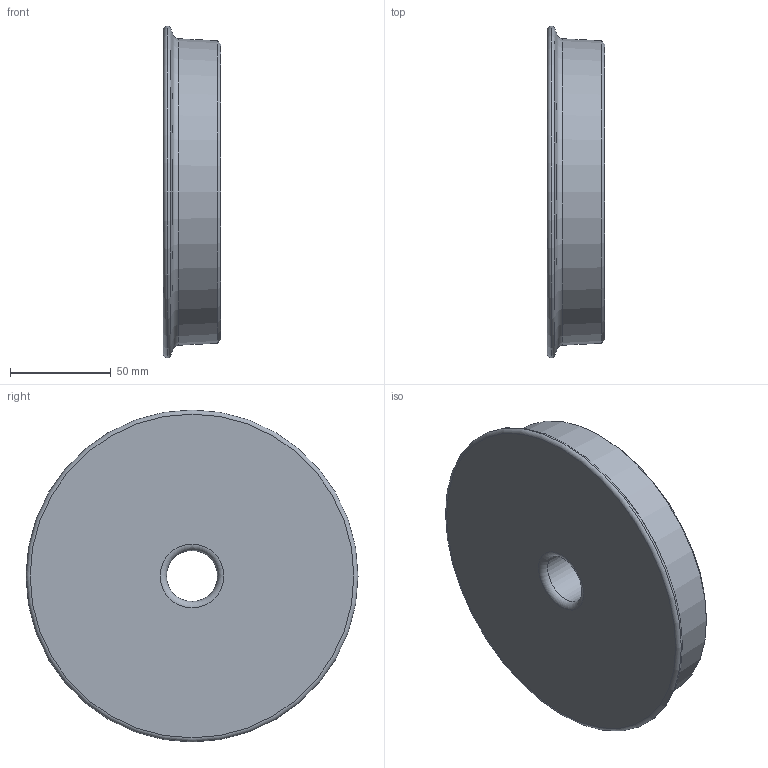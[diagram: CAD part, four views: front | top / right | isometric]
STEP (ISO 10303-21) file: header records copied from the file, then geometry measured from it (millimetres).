
FILE_DESCRIPTION(('Open CASCADE Model'),'2;1');
FILE_NAME('Open CASCADE Shape Model','2020-12-16T19:51:45',('Author'),( 'Open CASCADE'),'Open CASCADE STEP processor 7.4','Open CASCADE 7.4' ,'Unknown');
FILE_SCHEMA(('AUTOMOTIVE_DESIGN { 1 0 10303 214 1 1 1 1 }'));
Length unit declared in the file: millimetre
Products named in the file (1): Open CASCADE STEP translator 7.4 1
Bounding box: 28.57 x 165.09 x 165.09 mm (x, y, z)
Volume: 514271.8 mm3; surface area: 54974 mm2
Topology: 1 solids, 1 shells, 10 faces, 19 edges, 11 vertices
Faces by surface type: torus 4, cone 3, plane 2, cylinder 1
Full cylindrical faces by diameter (mm): 25.4 x1
Entity records: 530 total; most frequent: CARTESIAN_POINT 113, DIRECTION 81, ORIENTED_EDGE 38, PCURVE 38, DEFINITIONAL_REPRESENTATION 38, LINE 34, VECTOR 34, AXIS2_PLACEMENT_3D 22
